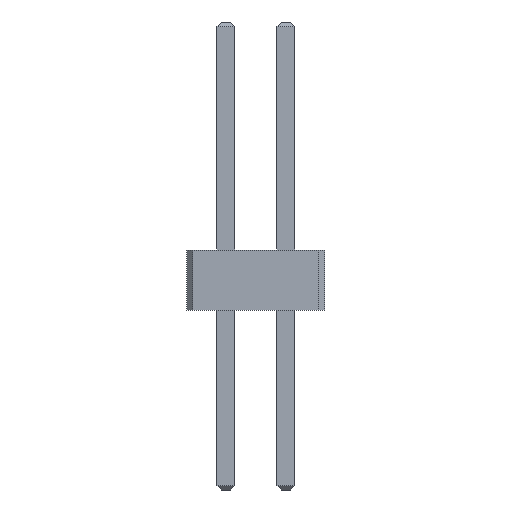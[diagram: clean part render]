
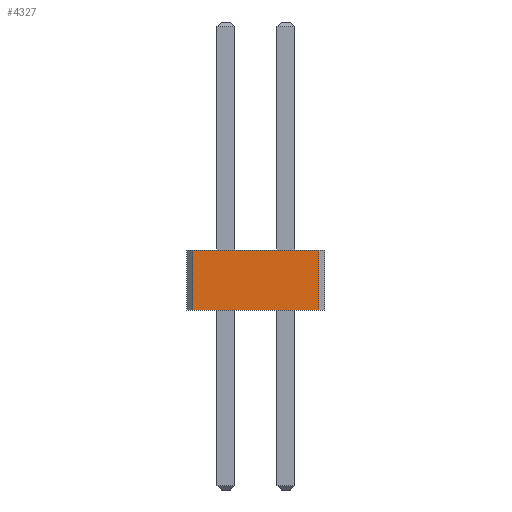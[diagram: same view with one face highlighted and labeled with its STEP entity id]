
A CAD part, front view. The second image highlights one B-rep face of the part: STEP entity #4327.
In plain terms, the highlighted planar face has unit normal (0, -1, 0).
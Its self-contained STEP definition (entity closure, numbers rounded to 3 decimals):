
#13=DIRECTION('',(0.,0.,1.));
#27=VECTOR('',#13,1.);
#89=DIRECTION('',(1.,0.,0.));
#368=VERTEX_POINT('',#369);
#369=CARTESIAN_POINT('',(-0.55,-18.5,0.));
#372=EDGE_CURVE('',#368,#373,#375,.T.);
#373=VERTEX_POINT('',#374);
#374=CARTESIAN_POINT('',(1.55,-18.5,0.));
#375=LINE('',#369,#376);
#376=VECTOR('',#89,1.);
#390=DIRECTION('',(0.,1.,0.));
#1935=VERTEX_POINT('',#1936);
#1936=CARTESIAN_POINT('',(-0.55,-18.5,1.));
#1938=ORIENTED_EDGE('',*,*,#1939,.T.);
#1939=EDGE_CURVE('',#1935,#1940,#1942,.T.);
#1940=VERTEX_POINT('',#1941);
#1941=CARTESIAN_POINT('',(1.55,-18.5,1.));
#1942=LINE('',#1936,#376);
#4312=EDGE_CURVE('',#368,#1935,#4313,.T.);
#4313=LINE('',#369,#27);
#4327=ADVANCED_FACE('',(#4328),#4335,.F.);
#4328=FACE_BOUND('',#4329,.F.);
#4329=EDGE_LOOP('',(#4330,#1938,#4331,#4334));
#4330=ORIENTED_EDGE('',*,*,#4312,.T.);
#4331=ORIENTED_EDGE('',*,*,#4332,.F.);
#4332=EDGE_CURVE('',#373,#1940,#4333,.T.);
#4333=LINE('',#374,#27);
#4334=ORIENTED_EDGE('',*,*,#372,.F.);
#4335=PLANE('',#4336);
#4336=AXIS2_PLACEMENT_3D('',#369,#390,#89);
